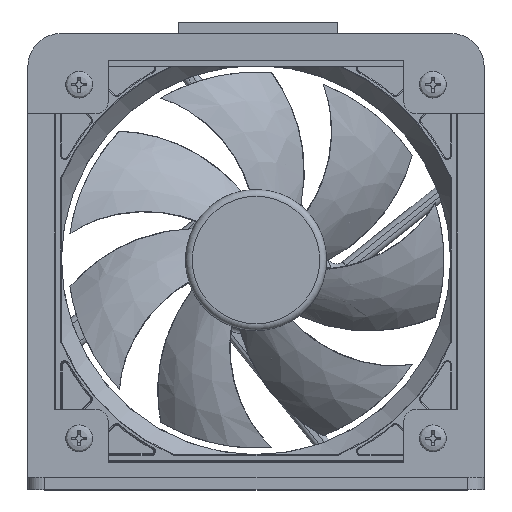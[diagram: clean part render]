
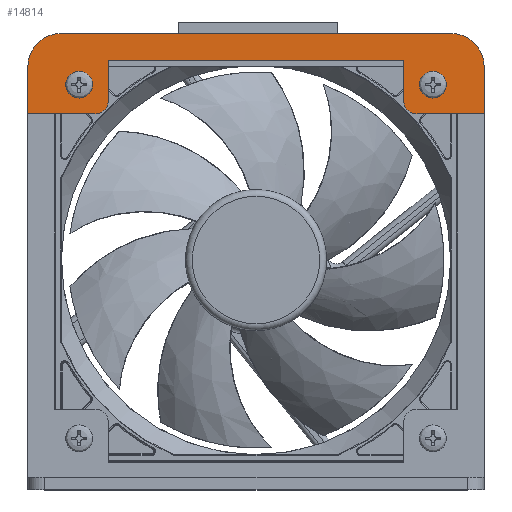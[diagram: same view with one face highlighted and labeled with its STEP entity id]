
A CAD part, top view. The second image highlights one B-rep face of the part: STEP entity #14814.
In plain terms, the highlighted planar face has unit normal (0, 0, 1).
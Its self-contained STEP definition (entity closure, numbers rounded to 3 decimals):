
#970=FACE_BOUND('',#3147,.T.);
#971=FACE_BOUND('',#3148,.T.);
#1050=CIRCLE('',#15849,2.3);
#1052=CIRCLE('',#15852,2.3);
#1055=CIRCLE('',#15858,4.);
#1057=CIRCLE('',#15863,10.);
#1059=CIRCLE('',#15867,10.);
#1061=CIRCLE('',#15872,4.);
#2195=FACE_OUTER_BOUND('',#3146,.T.);
#3146=EDGE_LOOP('',(#10754,#10755,#10756,#10757,#10758,#10759,#10760,#10761,
#10762,#10763,#10764,#10765));
#3147=EDGE_LOOP('',(#10766));
#3148=EDGE_LOOP('',(#10767));
#4363=LINE('',#22461,#5430);
#4366=LINE('',#22467,#5433);
#4370=LINE('',#22479,#5437);
#4373=LINE('',#22485,#5440);
#4377=LINE('',#22497,#5444);
#4381=LINE('',#22509,#5448);
#4384=LINE('',#22515,#5451);
#4388=LINE('',#22525,#5455);
#5430=VECTOR('',#18100,10.);
#5433=VECTOR('',#18105,10.);
#5437=VECTOR('',#18117,10.);
#5440=VECTOR('',#18122,10.);
#5444=VECTOR('',#18134,10.);
#5448=VECTOR('',#18146,10.);
#5451=VECTOR('',#18151,10.);
#5455=VECTOR('',#18163,10.);
#6371=VERTEX_POINT('',#22443);
#6373=VERTEX_POINT('',#22449);
#6377=VERTEX_POINT('',#22458);
#6378=VERTEX_POINT('',#22460);
#6380=VERTEX_POINT('',#22466);
#6382=VERTEX_POINT('',#22472);
#6384=VERTEX_POINT('',#22478);
#6386=VERTEX_POINT('',#22484);
#6388=VERTEX_POINT('',#22490);
#6390=VERTEX_POINT('',#22496);
#6392=VERTEX_POINT('',#22502);
#6394=VERTEX_POINT('',#22508);
#6396=VERTEX_POINT('',#22514);
#6398=VERTEX_POINT('',#22520);
#7939=EDGE_CURVE('',#6371,#6371,#1050,.T.);
#7942=EDGE_CURVE('',#6373,#6373,#1052,.T.);
#7947=EDGE_CURVE('',#6378,#6377,#4363,.T.);
#7950=EDGE_CURVE('',#6380,#6378,#4366,.T.);
#7953=EDGE_CURVE('',#6382,#6380,#1055,.T.);
#7956=EDGE_CURVE('',#6384,#6382,#4370,.T.);
#7959=EDGE_CURVE('',#6386,#6384,#4373,.T.);
#7962=EDGE_CURVE('',#6388,#6386,#1057,.T.);
#7965=EDGE_CURVE('',#6390,#6388,#4377,.T.);
#7968=EDGE_CURVE('',#6392,#6390,#1059,.T.);
#7971=EDGE_CURVE('',#6394,#6392,#4381,.T.);
#7974=EDGE_CURVE('',#6396,#6394,#4384,.T.);
#7977=EDGE_CURVE('',#6398,#6396,#1061,.T.);
#7980=EDGE_CURVE('',#6377,#6398,#4388,.T.);
#10754=ORIENTED_EDGE('',*,*,#7980,.T.);
#10755=ORIENTED_EDGE('',*,*,#7977,.T.);
#10756=ORIENTED_EDGE('',*,*,#7974,.T.);
#10757=ORIENTED_EDGE('',*,*,#7971,.T.);
#10758=ORIENTED_EDGE('',*,*,#7968,.T.);
#10759=ORIENTED_EDGE('',*,*,#7965,.T.);
#10760=ORIENTED_EDGE('',*,*,#7962,.T.);
#10761=ORIENTED_EDGE('',*,*,#7959,.T.);
#10762=ORIENTED_EDGE('',*,*,#7956,.T.);
#10763=ORIENTED_EDGE('',*,*,#7953,.T.);
#10764=ORIENTED_EDGE('',*,*,#7950,.T.);
#10765=ORIENTED_EDGE('',*,*,#7947,.T.);
#10766=ORIENTED_EDGE('',*,*,#7942,.T.);
#10767=ORIENTED_EDGE('',*,*,#7939,.T.);
#14474=PLANE('',#15874);
#14814=ADVANCED_FACE('',(#2195,#970,#971),#14474,.T.);
#15849=AXIS2_PLACEMENT_3D('',#22444,#18084,#18085);
#15852=AXIS2_PLACEMENT_3D('',#22450,#18091,#18092);
#15858=AXIS2_PLACEMENT_3D('',#22473,#18111,#18112);
#15863=AXIS2_PLACEMENT_3D('',#22491,#18128,#18129);
#15867=AXIS2_PLACEMENT_3D('',#22503,#18140,#18141);
#15872=AXIS2_PLACEMENT_3D('',#22521,#18157,#18158);
#15874=AXIS2_PLACEMENT_3D('',#22526,#18164,#18165);
#18084=DIRECTION('center_axis',(0.,0.,-1.));
#18085=DIRECTION('ref_axis',(1.,0.,0.));
#18091=DIRECTION('center_axis',(0.,0.,-1.));
#18092=DIRECTION('ref_axis',(1.,0.,0.));
#18100=DIRECTION('',(1.,0.,0.));
#18105=DIRECTION('',(0.,1.,0.));
#18111=DIRECTION('center_axis',(0.,0.,1.));
#18112=DIRECTION('ref_axis',(0.,-1.,0.));
#18117=DIRECTION('',(1.,0.,0.));
#18122=DIRECTION('',(0.,-1.,0.));
#18128=DIRECTION('center_axis',(0.,0.,1.));
#18129=DIRECTION('ref_axis',(0.,1.,0.));
#18134=DIRECTION('',(-1.,0.,0.));
#18140=DIRECTION('center_axis',(0.,0.,1.));
#18141=DIRECTION('ref_axis',(1.,0.,0.));
#18146=DIRECTION('',(0.,1.,0.));
#18151=DIRECTION('',(1.,0.,0.));
#18157=DIRECTION('center_axis',(0.,0.,1.));
#18158=DIRECTION('ref_axis',(-1.,0.,0.));
#18163=DIRECTION('',(0.,-1.,0.));
#18164=DIRECTION('center_axis',(0.,0.,1.));
#18165=DIRECTION('ref_axis',(1.,0.,0.));
#22443=CARTESIAN_POINT('',(5.,112.7,3.7));
#22444=CARTESIAN_POINT('Origin',(7.3,112.7,3.7));
#22449=CARTESIAN_POINT('',(110.4,112.7,3.7));
#22450=CARTESIAN_POINT('Origin',(112.7,112.7,3.7));
#22458=CARTESIAN_POINT('',(104.,120.,3.7));
#22460=CARTESIAN_POINT('',(16.,120.,3.7));
#22461=CARTESIAN_POINT('',(120.,120.,3.7));
#22466=CARTESIAN_POINT('',(16.,108.,3.7));
#22467=CARTESIAN_POINT('',(16.,120.,3.7));
#22472=CARTESIAN_POINT('',(12.,104.,3.7));
#22473=CARTESIAN_POINT('Origin',(12.,108.,3.7));
#22478=CARTESIAN_POINT('',(-8.,104.,3.7));
#22479=CARTESIAN_POINT('',(0.,104.,3.7));
#22484=CARTESIAN_POINT('',(-8.,118.,3.7));
#22485=CARTESIAN_POINT('',(-8.,118.,3.7));
#22490=CARTESIAN_POINT('',(2.,128.,3.7));
#22491=CARTESIAN_POINT('Origin',(2.,118.,3.7));
#22496=CARTESIAN_POINT('',(118.,128.,3.7));
#22497=CARTESIAN_POINT('',(118.,128.,3.7));
#22502=CARTESIAN_POINT('',(128.,118.,3.7));
#22503=CARTESIAN_POINT('Origin',(118.,118.,3.7));
#22508=CARTESIAN_POINT('',(128.,104.,3.7));
#22509=CARTESIAN_POINT('',(128.,-8.,3.7));
#22514=CARTESIAN_POINT('',(108.,104.,3.7));
#22515=CARTESIAN_POINT('',(108.,104.,3.7));
#22520=CARTESIAN_POINT('',(104.,108.,3.7));
#22521=CARTESIAN_POINT('Origin',(108.,108.,3.7));
#22525=CARTESIAN_POINT('',(104.,120.,3.7));
#22526=CARTESIAN_POINT('Origin',(60.,116.,3.7));
